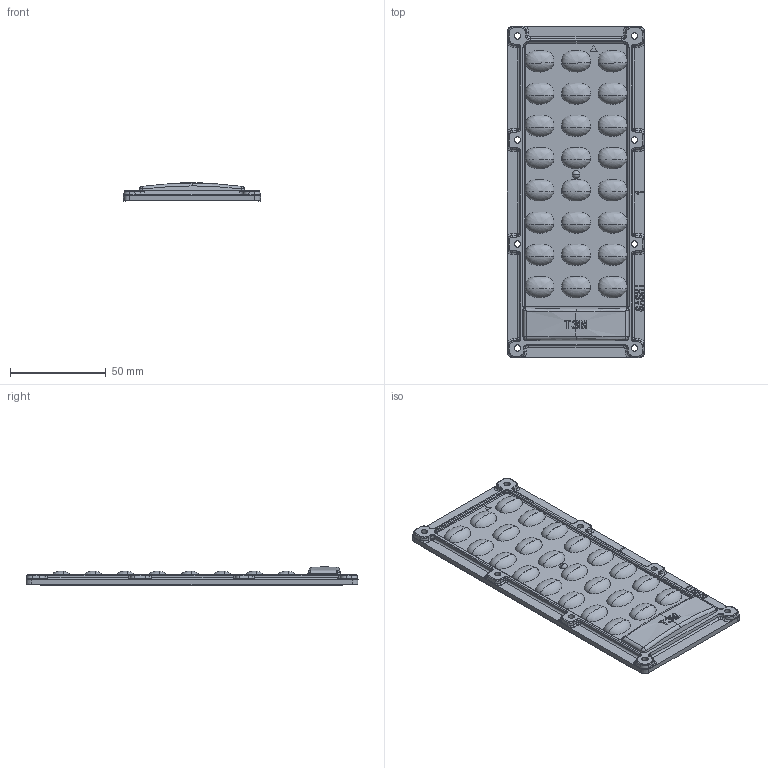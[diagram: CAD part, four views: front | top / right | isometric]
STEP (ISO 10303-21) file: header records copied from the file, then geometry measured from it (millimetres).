
FILE_DESCRIPTION(/* description */ (''),/* implementation_level */ '2;1');
FILE_NAME(/* name */ '24合1-T3M.stp',/* time_stamp */ '2025-09-02T15:53:47+08:00',/* author */ (''),/* organization */ (''),/* preprocessor_version */ 'ST-DEVELOPER v16.7',/* originating_system */ 'SIEMENS PLM Software NX 12.0',/* authorisation */ '');
FILE_SCHEMA (('AUTOMOTIVE_DESIGN { 1 0 10303 214 3 1 1 1 }'));
Products named in the file (1): 24合1-T3M-NEW624_step
Bounding box: 71.5 x 173 x 9.51 mm (x, y, z)
Volume: 37500.7 mm3; surface area: 33149.1 mm2
Topology: 1 solids, 1 shells, 849 faces, 2222 edges, 1372 vertices
Faces by surface type: plane 317, bspline 284, cylinder 152, cone 43, extrusion 23, torus 22, sphere 8
Entity records: 85690 total; most frequent: CARTESIAN_POINT 67539, ORIENTED_EDGE 4242, DIRECTION 2676, EDGE_CURVE 2121, VERTEX_POINT 1372, EDGE_LOOP 963, VECTOR 956, LINE 933
